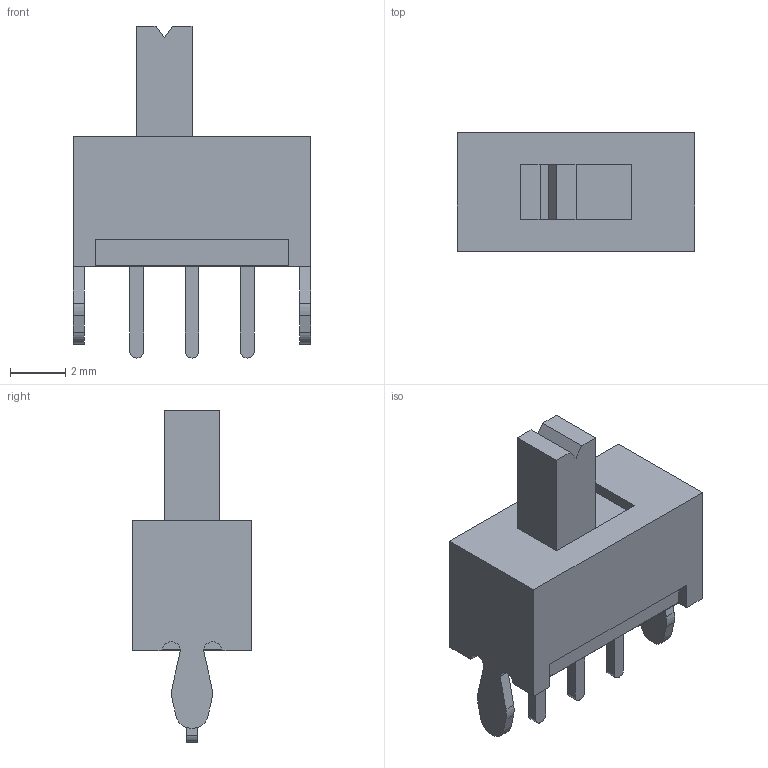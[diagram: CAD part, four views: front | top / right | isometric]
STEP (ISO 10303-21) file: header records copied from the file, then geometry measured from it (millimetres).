
FILE_DESCRIPTION (( 'STEP AP214' ), '1' );
FILE_NAME ('SS-12D07-VG 4 NS GA PA.STEP', '2024-06-29T11:42:52', ( '' ), ( '' ), 'SwSTEP 2.0', 'SolidWorks 2022', '' );
FILE_SCHEMA (( 'AUTOMOTIVE_DESIGN' ));
Length unit declared in the file: millimetre
Products named in the file (1): SS-12D07-VG 4 NS GA PA
Bounding box: 8.6 x 4.3 x 12 mm (x, y, z)
Volume: 186.7 mm3; surface area: 484.5 mm2
Topology: 6 solids, 6 shells, 102 faces, 254 edges, 156 vertices
Faces by surface type: plane 64, cylinder 30, sphere 8
Entity records: 3021 total; most frequent: DIRECTION 512, CARTESIAN_POINT 505, ORIENTED_EDGE 492, EDGE_CURVE 246, VECTOR 186, LINE 186, AXIS2_PLACEMENT_3D 163, VERTEX_POINT 156
